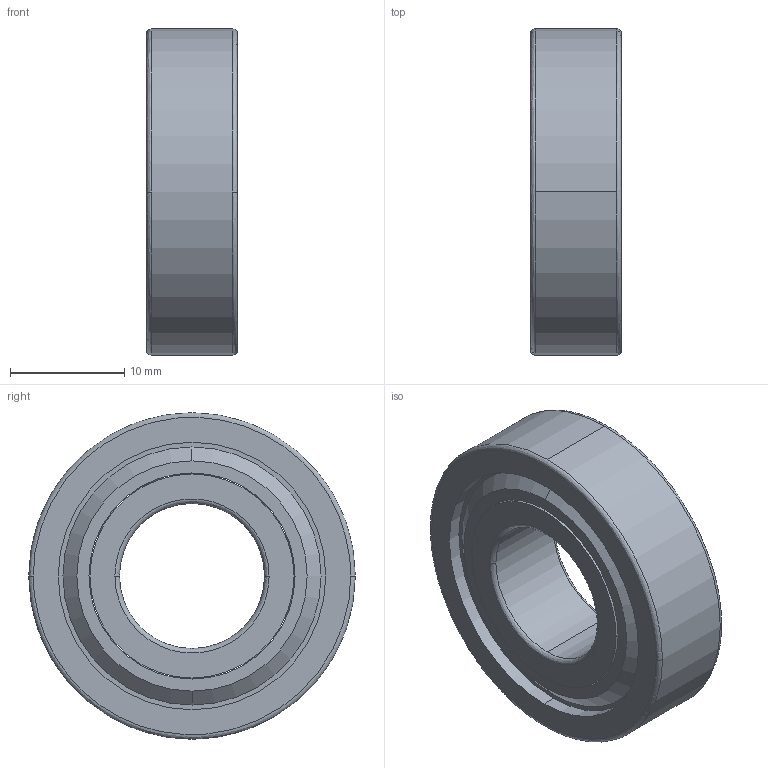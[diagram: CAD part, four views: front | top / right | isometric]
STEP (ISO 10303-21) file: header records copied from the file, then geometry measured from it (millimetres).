
FILE_DESCRIPTION (( 'STEP AP203' ), '1' );
FILE_NAME ('217-2743.20121205.STEP', '2012-12-05T23:49:10', ( 'svradm' ), ( 'Microsoft' ), 'SwSTEP 2.0', 'SolidWorks 2012', '' );
FILE_SCHEMA (( 'CONFIG_CONTROL_DESIGN' ));
Length unit declared in the file: inch
Products named in the file (1): 217-2743.20121205
Bounding box: 7.94 x 28.57 x 28.57 mm (x, y, z)
Volume: 3362.4 mm3; surface area: 4514.9 mm2
Topology: 3 solids, 3 shells, 98 faces, 268 edges, 156 vertices
Faces by surface type: bspline 58, cylinder 24, plane 12, cone 4
Entity records: 4846 total; most frequent: CARTESIAN_POINT 2737, ORIENTED_EDGE 448, DIRECTION 378, EDGE_CURVE 224, AXIS2_PLACEMENT_3D 173, VERTEX_POINT 156, CIRCLE 132, EDGE_LOOP 128
